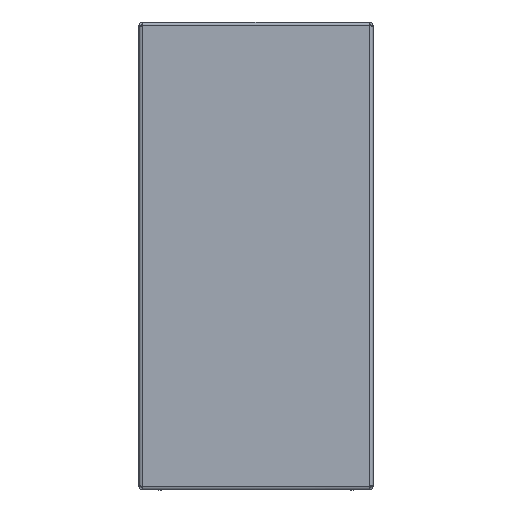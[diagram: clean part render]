
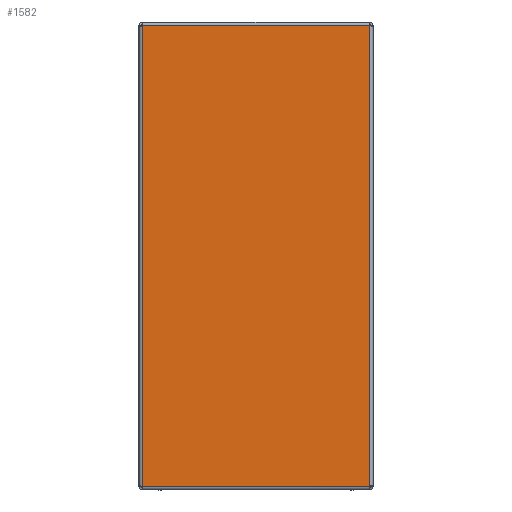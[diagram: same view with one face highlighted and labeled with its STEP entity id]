
A CAD part, front view. The second image highlights one B-rep face of the part: STEP entity #1582.
In plain terms, the highlighted planar face has unit normal (0, -1, 0).
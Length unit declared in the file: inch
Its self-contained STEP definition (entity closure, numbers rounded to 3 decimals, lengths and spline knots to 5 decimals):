
#1060 = PLANE ( 'NONE',  #3986 ) ;
#1204 = ORIENTED_EDGE ( 'NONE', *, *, #1878, .T. ) ;
#1376 = EDGE_CURVE ( 'NONE', #6444, #2825, #3610, .T. ) ;
#1582 = ADVANCED_FACE ( 'NONE', ( #4604 ), #1060, .T. ) ;
#1766 = CARTESIAN_POINT ( 'NONE',  ( -5.83352, 0., 0. ) ) ;
#1878 = EDGE_CURVE ( 'NONE', #4087, #2619, #2064, .T. ) ;
#2064 = LINE ( 'NONE', #4368, #5213 ) ;
#2291 = EDGE_LOOP ( 'NONE', ( #7073, #6368, #1204, #2374 ) ) ;
#2374 = ORIENTED_EDGE ( 'NONE', *, *, #4123, .T. ) ;
#2619 = VERTEX_POINT ( 'NONE', #6076 ) ;
#2625 = CARTESIAN_POINT ( 'NONE',  ( -14.9548, 0., -0.99806 ) ) ;
#2825 = VERTEX_POINT ( 'NONE', #6035 ) ;
#3038 = CARTESIAN_POINT ( 'NONE',  ( -5.83352, 0., -0.99806 ) ) ;
#3251 = DIRECTION ( 'NONE',  ( 0., 0., 1. ) ) ;
#3406 = CARTESIAN_POINT ( 'NONE',  ( -14.9548, 0., 0. ) ) ;
#3610 = LINE ( 'NONE', #1766, #3766 ) ;
#3646 = DIRECTION ( 'NONE',  ( 0., 0., -1. ) ) ;
#3766 = VECTOR ( 'NONE', #3646, 39.37008 ) ;
#3986 = AXIS2_PLACEMENT_3D ( 'NONE', #3406, #6953, #6259 ) ;
#4087 = VERTEX_POINT ( 'NONE', #4997 ) ;
#4123 = EDGE_CURVE ( 'NONE', #2619, #6444, #6203, .T. ) ;
#4368 = CARTESIAN_POINT ( 'NONE',  ( 5.83352, 0., 0. ) ) ;
#4506 = DIRECTION ( 'NONE',  ( -1., 0., 0. ) ) ;
#4604 = FACE_OUTER_BOUND ( 'NONE', #2291, .T. ) ;
#4696 = LINE ( 'NONE', #7050, #6194 ) ;
#4834 = EDGE_CURVE ( 'NONE', #2825, #4087, #4696, .T. ) ;
#4997 = CARTESIAN_POINT ( 'NONE',  ( 5.83352, 0., -24.66504 ) ) ;
#5213 = VECTOR ( 'NONE', #3251, 39.37008 ) ;
#6035 = CARTESIAN_POINT ( 'NONE',  ( -5.83352, 0., -24.66504 ) ) ;
#6076 = CARTESIAN_POINT ( 'NONE',  ( 5.83352, 0., -0.99806 ) ) ;
#6194 = VECTOR ( 'NONE', #7086, 39.37008 ) ;
#6203 = LINE ( 'NONE', #2625, #6749 ) ;
#6259 = DIRECTION ( 'NONE',  ( 0., 0., -1. ) ) ;
#6368 = ORIENTED_EDGE ( 'NONE', *, *, #4834, .T. ) ;
#6444 = VERTEX_POINT ( 'NONE', #3038 ) ;
#6749 = VECTOR ( 'NONE', #4506, 39.37008 ) ;
#6953 = DIRECTION ( 'NONE',  ( 0., -1., 0. ) ) ;
#7050 = CARTESIAN_POINT ( 'NONE',  ( -14.9548, 0., -24.66504 ) ) ;
#7073 = ORIENTED_EDGE ( 'NONE', *, *, #1376, .T. ) ;
#7086 = DIRECTION ( 'NONE',  ( 1., 0., 0. ) ) ;
